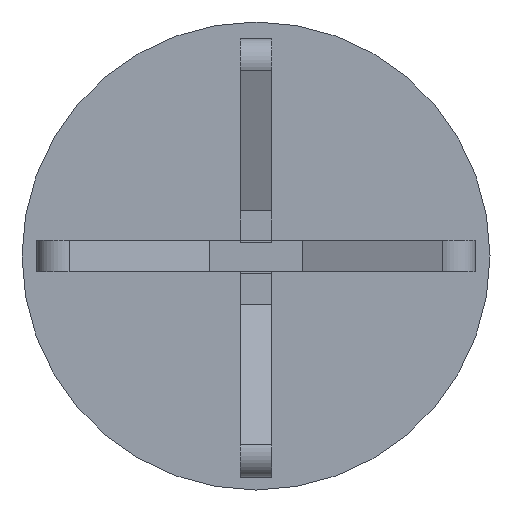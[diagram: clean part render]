
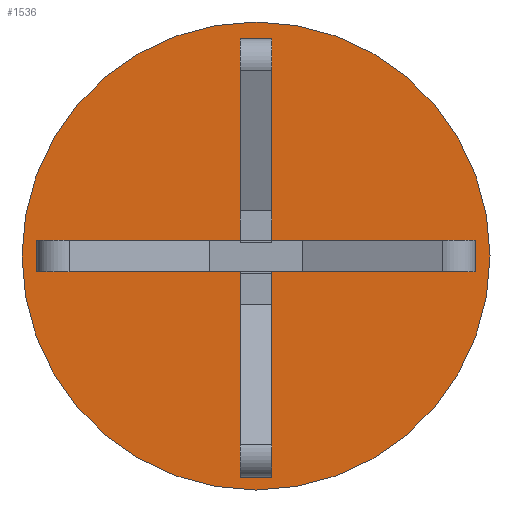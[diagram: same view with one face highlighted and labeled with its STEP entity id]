
A CAD part, front view. The second image highlights one B-rep face of the part: STEP entity #1536.
In plain terms, the highlighted planar face has unit normal (0, -1, 0).
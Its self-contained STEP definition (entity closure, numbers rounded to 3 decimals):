
#49=FACE_BOUND('',#242,.T.);
#71=CIRCLE('',#1661,300.);
#156=FACE_OUTER_BOUND('',#241,.T.);
#241=EDGE_LOOP('',(#1382));
#242=EDGE_LOOP('',(#1383,#1384,#1385,#1386,#1387,#1388,#1389,#1390,#1391,
#1392,#1393,#1394));
#408=LINE('',#2467,#597);
#411=LINE('',#2472,#600);
#413=LINE('',#2476,#602);
#415=LINE('',#2480,#604);
#417=LINE('',#2484,#606);
#419=LINE('',#2488,#608);
#421=LINE('',#2492,#610);
#423=LINE('',#2496,#612);
#425=LINE('',#2500,#614);
#427=LINE('',#2504,#616);
#429=LINE('',#2508,#618);
#431=LINE('',#2511,#620);
#597=VECTOR('',#2025,10.);
#600=VECTOR('',#2030,10.);
#602=VECTOR('',#2034,10.);
#604=VECTOR('',#2038,10.);
#606=VECTOR('',#2042,10.);
#608=VECTOR('',#2046,10.);
#610=VECTOR('',#2050,10.);
#612=VECTOR('',#2054,10.);
#614=VECTOR('',#2058,10.);
#616=VECTOR('',#2062,10.);
#618=VECTOR('',#2066,10.);
#620=VECTOR('',#2070,10.);
#737=VERTEX_POINT('',#2436);
#750=VERTEX_POINT('',#2465);
#751=VERTEX_POINT('',#2466);
#752=VERTEX_POINT('',#2471);
#753=VERTEX_POINT('',#2475);
#754=VERTEX_POINT('',#2479);
#755=VERTEX_POINT('',#2483);
#756=VERTEX_POINT('',#2487);
#757=VERTEX_POINT('',#2491);
#758=VERTEX_POINT('',#2495);
#759=VERTEX_POINT('',#2499);
#760=VERTEX_POINT('',#2503);
#761=VERTEX_POINT('',#2507);
#936=EDGE_CURVE('',#737,#737,#71,.T.);
#949=EDGE_CURVE('',#750,#751,#408,.T.);
#952=EDGE_CURVE('',#752,#750,#411,.T.);
#954=EDGE_CURVE('',#753,#752,#413,.T.);
#956=EDGE_CURVE('',#754,#753,#415,.T.);
#958=EDGE_CURVE('',#755,#754,#417,.T.);
#960=EDGE_CURVE('',#756,#755,#419,.T.);
#962=EDGE_CURVE('',#757,#756,#421,.T.);
#964=EDGE_CURVE('',#758,#757,#423,.T.);
#966=EDGE_CURVE('',#759,#758,#425,.T.);
#968=EDGE_CURVE('',#760,#759,#427,.T.);
#970=EDGE_CURVE('',#761,#760,#429,.T.);
#972=EDGE_CURVE('',#751,#761,#431,.T.);
#1382=ORIENTED_EDGE('',*,*,#936,.F.);
#1383=ORIENTED_EDGE('',*,*,#972,.F.);
#1384=ORIENTED_EDGE('',*,*,#949,.F.);
#1385=ORIENTED_EDGE('',*,*,#952,.F.);
#1386=ORIENTED_EDGE('',*,*,#954,.F.);
#1387=ORIENTED_EDGE('',*,*,#956,.F.);
#1388=ORIENTED_EDGE('',*,*,#958,.F.);
#1389=ORIENTED_EDGE('',*,*,#960,.F.);
#1390=ORIENTED_EDGE('',*,*,#962,.F.);
#1391=ORIENTED_EDGE('',*,*,#964,.F.);
#1392=ORIENTED_EDGE('',*,*,#966,.F.);
#1393=ORIENTED_EDGE('',*,*,#968,.F.);
#1394=ORIENTED_EDGE('',*,*,#970,.F.);
#1460=PLANE('',#1675);
#1536=ADVANCED_FACE('',(#156,#49),#1460,.F.);
#1661=AXIS2_PLACEMENT_3D('',#2438,#2007,#2008);
#1675=AXIS2_PLACEMENT_3D('',#2512,#2071,#2072);
#2007=DIRECTION('center_axis',(0.,1.,0.));
#2008=DIRECTION('ref_axis',(1.,0.,0.));
#2025=DIRECTION('',(0.,0.,1.));
#2030=DIRECTION('',(1.,0.,0.));
#2034=DIRECTION('',(0.,0.,1.));
#2038=DIRECTION('',(1.,0.,0.));
#2042=DIRECTION('',(0.,0.,-1.));
#2046=DIRECTION('',(1.,0.,0.));
#2050=DIRECTION('',(0.,0.,-1.));
#2054=DIRECTION('',(-1.,0.,0.));
#2058=DIRECTION('',(0.,0.,-1.));
#2062=DIRECTION('',(-1.,0.,0.));
#2066=DIRECTION('',(0.,0.,1.));
#2070=DIRECTION('',(-1.,0.,0.));
#2071=DIRECTION('center_axis',(0.,1.,0.));
#2072=DIRECTION('ref_axis',(1.,0.,0.));
#2436=CARTESIAN_POINT('',(-300.,0.,0.));
#2438=CARTESIAN_POINT('Origin',(0.,0.,0.));
#2465=CARTESIAN_POINT('',(100.,0.,-20.));
#2466=CARTESIAN_POINT('',(100.,0.,20.));
#2467=CARTESIAN_POINT('',(100.,0.,20.));
#2471=CARTESIAN_POINT('',(20.,0.,-20.));
#2472=CARTESIAN_POINT('',(100.,0.,-20.));
#2475=CARTESIAN_POINT('',(20.,0.,-100.));
#2476=CARTESIAN_POINT('',(20.,0.,-20.));
#2479=CARTESIAN_POINT('',(-20.,0.,-100.));
#2480=CARTESIAN_POINT('',(20.,0.,-100.));
#2483=CARTESIAN_POINT('',(-20.,0.,-20.));
#2484=CARTESIAN_POINT('',(-20.,0.,-100.));
#2487=CARTESIAN_POINT('',(-100.,0.,-20.));
#2488=CARTESIAN_POINT('',(-20.,0.,-20.));
#2491=CARTESIAN_POINT('',(-100.,0.,20.));
#2492=CARTESIAN_POINT('',(-100.,0.,-20.));
#2495=CARTESIAN_POINT('',(-20.,0.,20.));
#2496=CARTESIAN_POINT('',(-100.,0.,20.));
#2499=CARTESIAN_POINT('',(-20.,0.,100.));
#2500=CARTESIAN_POINT('',(-20.,0.,20.));
#2503=CARTESIAN_POINT('',(20.,0.,100.));
#2504=CARTESIAN_POINT('',(-20.,0.,100.));
#2507=CARTESIAN_POINT('',(20.,0.,20.));
#2508=CARTESIAN_POINT('',(20.,0.,100.));
#2511=CARTESIAN_POINT('',(20.,0.,20.));
#2512=CARTESIAN_POINT('Origin',(0.,0.,0.));
